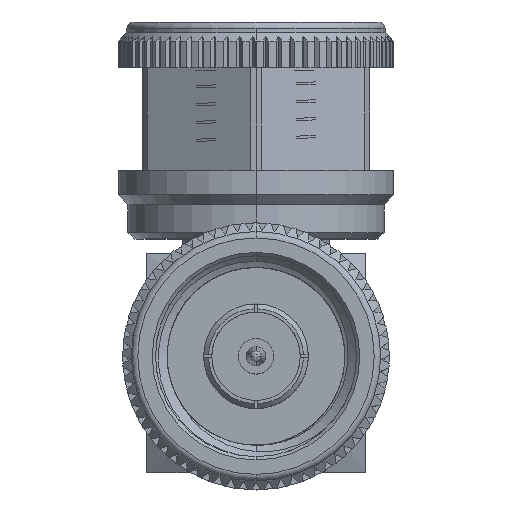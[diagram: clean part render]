
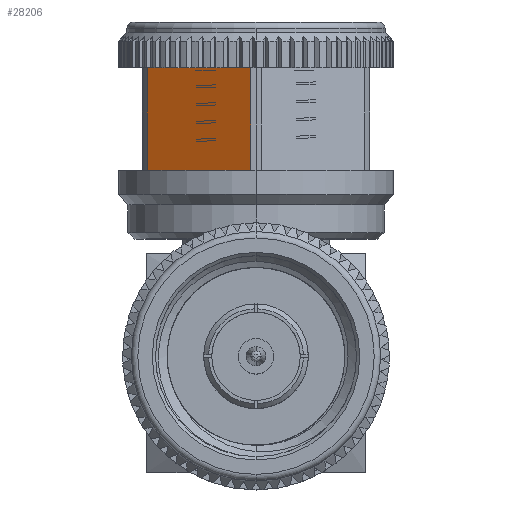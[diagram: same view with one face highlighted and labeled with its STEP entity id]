
A CAD part, top view. The second image highlights one B-rep face of the part: STEP entity #28206.
In plain terms, the highlighted face is planar.
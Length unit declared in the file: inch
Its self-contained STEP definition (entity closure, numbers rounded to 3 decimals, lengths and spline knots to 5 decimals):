
#419 = CARTESIAN_POINT ( 'NONE',  ( 0.40915, -0.57203, 0. ) ) ;
#977 = EDGE_CURVE ( 'NONE', #6579, #19013, #20510, .T. ) ;
#1533 = ORIENTED_EDGE ( 'NONE', *, *, #977, .T. ) ;
#2848 = EDGE_CURVE ( 'NONE', #29482, #24393, #8729, .T. ) ;
#3517 = FACE_OUTER_BOUND ( 'NONE', #30364, .T. ) ;
#5327 = EDGE_CURVE ( 'NONE', #19013, #29482, #6706, .T. ) ;
#6579 = VERTEX_POINT ( 'NONE', #9253 ) ;
#6647 = CARTESIAN_POINT ( 'NONE',  ( 0.21365, 0.68, 0.33861 ) ) ;
#6706 = LINE ( 'NONE', #29843, #20383 ) ;
#7564 = DIRECTION ( 'NONE',  ( -0.866, 0., -0.5 ) ) ;
#8729 = LINE ( 'NONE', #6647, #9855 ) ;
#9253 = CARTESIAN_POINT ( 'NONE',  ( 0.40007, 0.93864, 0.01572 ) ) ;
#9855 = VECTOR ( 'NONE', #13863, 39.37008 ) ;
#11572 = ORIENTED_EDGE ( 'NONE', *, *, #5327, .T. ) ;
#13863 = DIRECTION ( 'NONE',  ( 0., -1., 0. ) ) ;
#14821 = VECTOR ( 'NONE', #16245, 39.37008 ) ;
#16245 = DIRECTION ( 'NONE',  ( 0., 1., 0. ) ) ;
#16870 = DIRECTION ( 'NONE',  ( 0.5, 0., -0.866 ) ) ;
#17484 = DIRECTION ( 'NONE',  ( -0.5, 0., 0.866 ) ) ;
#18576 = CARTESIAN_POINT ( 'NONE',  ( 0.40007, 0.68, 0.01572 ) ) ;
#18759 = LINE ( 'NONE', #26762, #31028 ) ;
#19013 = VERTEX_POINT ( 'NONE', #23868 ) ;
#20084 = DIRECTION ( 'NONE',  ( -0.5, 0., 0.866 ) ) ;
#20383 = VECTOR ( 'NONE', #20084, 39.37008 ) ;
#20510 = LINE ( 'NONE', #18576, #14821 ) ;
#20921 = ORIENTED_EDGE ( 'NONE', *, *, #27629, .T. ) ;
#22958 = CARTESIAN_POINT ( 'NONE',  ( 0.21365, 1.25851, 0.33861 ) ) ;
#23868 = CARTESIAN_POINT ( 'NONE',  ( 0.40007, 1.25851, 0.01572 ) ) ;
#24393 = VERTEX_POINT ( 'NONE', #31620 ) ;
#26762 = CARTESIAN_POINT ( 'NONE',  ( 0.40915, 0.93864, 0. ) ) ;
#27615 = ORIENTED_EDGE ( 'NONE', *, *, #2848, .T. ) ;
#27629 = EDGE_CURVE ( 'NONE', #24393, #6579, #18759, .T. ) ;
#27765 = AXIS2_PLACEMENT_3D ( 'NONE', #419, #7564, #17484 ) ;
#28206 = ADVANCED_FACE ( 'NONE', ( #3517 ), #29646, .F. ) ;
#29482 = VERTEX_POINT ( 'NONE', #22958 ) ;
#29646 = PLANE ( 'NONE',  #27765 ) ;
#29843 = CARTESIAN_POINT ( 'NONE',  ( 0.40915, 1.25851, 0. ) ) ;
#30364 = EDGE_LOOP ( 'NONE', ( #1533, #11572, #27615, #20921 ) ) ;
#31028 = VECTOR ( 'NONE', #16870, 39.37008 ) ;
#31620 = CARTESIAN_POINT ( 'NONE',  ( 0.21365, 0.93864, 0.33861 ) ) ;
